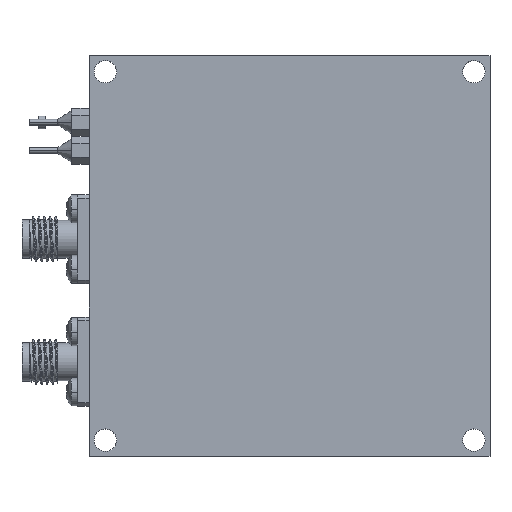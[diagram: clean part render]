
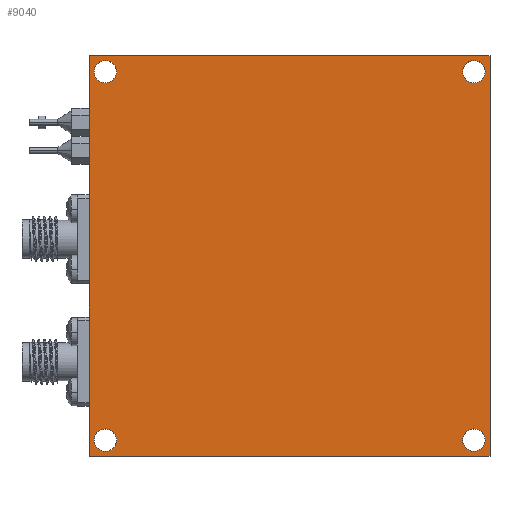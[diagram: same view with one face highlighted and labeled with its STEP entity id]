
A CAD part, top view. The second image highlights one B-rep face of the part: STEP entity #9040.
In plain terms, the highlighted planar face has unit normal (0, 0, 1).
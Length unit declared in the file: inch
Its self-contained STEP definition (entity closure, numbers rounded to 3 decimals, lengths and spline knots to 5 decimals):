
#486 = FACE_BOUND ( 'NONE', #24073, .T. ) ;
#642 = PLANE ( 'NONE',  #2920 ) ;
#820 = AXIS2_PLACEMENT_3D ( 'NONE', #2673, #10481, #2829 ) ;
#880 = EDGE_CURVE ( 'NONE', #3897, #25914, #18892, .T. ) ;
#925 = DIRECTION ( 'NONE',  ( -1., 0., 0. ) ) ;
#1384 = CARTESIAN_POINT ( 'NONE',  ( 0.02756, 2.16142, 0.61811 ) ) ;
#1424 = ORIENTED_EDGE ( 'NONE', *, *, #6434, .T. ) ;
#1436 = CARTESIAN_POINT ( 'NONE',  ( 2.22441, 0.09055, 0.61811 ) ) ;
#1540 = CARTESIAN_POINT ( 'NONE',  ( 2.16142, 2.16142, 0.61811 ) ) ;
#1744 = VERTEX_POINT ( 'NONE', #29631 ) ;
#1787 = VERTEX_POINT ( 'NONE', #14585 ) ;
#1874 = ORIENTED_EDGE ( 'NONE', *, *, #26760, .T. ) ;
#1894 = VECTOR ( 'NONE', #6810, 39.37008 ) ;
#2576 = CARTESIAN_POINT ( 'NONE',  ( 0.09055, 2.16142, 0.61811 ) ) ;
#2673 = CARTESIAN_POINT ( 'NONE',  ( 2.16142, 0.09055, 0.61811 ) ) ;
#2829 = DIRECTION ( 'NONE',  ( -1., 0., 0. ) ) ;
#2920 = AXIS2_PLACEMENT_3D ( 'NONE', #5219, #25266, #30037 ) ;
#3058 = EDGE_LOOP ( 'NONE', ( #10674, #30821 ) ) ;
#3106 = FACE_BOUND ( 'NONE', #3058, .T. ) ;
#3897 = VERTEX_POINT ( 'NONE', #18234 ) ;
#4155 = CIRCLE ( 'NONE', #12484, 0.06299 ) ;
#4852 = ORIENTED_EDGE ( 'NONE', *, *, #25985, .T. ) ;
#5219 = CARTESIAN_POINT ( 'NONE',  ( 0., 0., 0.61811 ) ) ;
#5804 = EDGE_LOOP ( 'NONE', ( #1874, #24373 ) ) ;
#6281 = VERTEX_POINT ( 'NONE', #32190 ) ;
#6434 = EDGE_CURVE ( 'NONE', #25914, #3897, #24768, .T. ) ;
#6672 = DIRECTION ( 'NONE',  ( 0., 0., -1. ) ) ;
#6810 = DIRECTION ( 'NONE',  ( -1., 0., 0. ) ) ;
#6988 = DIRECTION ( 'NONE',  ( -1., 0., 0. ) ) ;
#7894 = ORIENTED_EDGE ( 'NONE', *, *, #23169, .T. ) ;
#8232 = EDGE_CURVE ( 'NONE', #1787, #27615, #16619, .T. ) ;
#8257 = VECTOR ( 'NONE', #9661, 39.37008 ) ;
#8938 = CARTESIAN_POINT ( 'NONE',  ( 2.16142, 0.09055, 0.61811 ) ) ;
#8960 = AXIS2_PLACEMENT_3D ( 'NONE', #10365, #15424, #925 ) ;
#9040 = ADVANCED_FACE ( 'NONE', ( #22837, #20551, #486, #3106, #25431 ), #642, .F. ) ;
#9100 = DIRECTION ( 'NONE',  ( 0., 1., 0. ) ) ;
#9539 = EDGE_CURVE ( 'NONE', #27012, #28484, #12850, .T. ) ;
#9661 = DIRECTION ( 'NONE',  ( 1., 0., 0. ) ) ;
#10027 = CARTESIAN_POINT ( 'NONE',  ( 0., 0., 0.61811 ) ) ;
#10365 = CARTESIAN_POINT ( 'NONE',  ( 0.09055, 0.09055, 0.61811 ) ) ;
#10378 = DIRECTION ( 'NONE',  ( -1., 0., 0. ) ) ;
#10481 = DIRECTION ( 'NONE',  ( 0., 0., -1. ) ) ;
#10619 = CARTESIAN_POINT ( 'NONE',  ( 0., 0., 0.61811 ) ) ;
#10674 = ORIENTED_EDGE ( 'NONE', *, *, #11592, .T. ) ;
#10984 = EDGE_CURVE ( 'NONE', #28484, #27012, #15986, .T. ) ;
#11019 = VERTEX_POINT ( 'NONE', #16896 ) ;
#11315 = LINE ( 'NONE', #24040, #8257 ) ;
#11375 = ORIENTED_EDGE ( 'NONE', *, *, #8232, .T. ) ;
#11592 = EDGE_CURVE ( 'NONE', #1744, #6281, #30108, .T. ) ;
#11633 = DIRECTION ( 'NONE',  ( 0., 0., -1. ) ) ;
#11743 = AXIS2_PLACEMENT_3D ( 'NONE', #20796, #28301, #28627 ) ;
#11826 = EDGE_LOOP ( 'NONE', ( #1424, #24539 ) ) ;
#12484 = AXIS2_PLACEMENT_3D ( 'NONE', #8938, #6672, #6988 ) ;
#12850 = CIRCLE ( 'NONE', #22755, 0.06299 ) ;
#13276 = CARTESIAN_POINT ( 'NONE',  ( 0.02756, 0.09055, 0.61811 ) ) ;
#13809 = CARTESIAN_POINT ( 'NONE',  ( 0., 2.25197, 0.61811 ) ) ;
#14336 = DIRECTION ( 'NONE',  ( 0., 0., -1. ) ) ;
#14585 = CARTESIAN_POINT ( 'NONE',  ( 2.25197, 0., 0.61811 ) ) ;
#15424 = DIRECTION ( 'NONE',  ( 0., 0., -1. ) ) ;
#15801 = ORIENTED_EDGE ( 'NONE', *, *, #9539, .T. ) ;
#15986 = CIRCLE ( 'NONE', #20166, 0.06299 ) ;
#16619 = LINE ( 'NONE', #31492, #17994 ) ;
#16896 = CARTESIAN_POINT ( 'NONE',  ( 2.09843, 0.09055, 0.61811 ) ) ;
#17628 = CARTESIAN_POINT ( 'NONE',  ( 2.25197, 2.25197, 0.61811 ) ) ;
#17994 = VECTOR ( 'NONE', #9100, 39.37008 ) ;
#18056 = ORIENTED_EDGE ( 'NONE', *, *, #18888, .T. ) ;
#18234 = CARTESIAN_POINT ( 'NONE',  ( 0.15354, 0.09055, 0.61811 ) ) ;
#18509 = CIRCLE ( 'NONE', #27367, 0.06299 ) ;
#18888 = EDGE_CURVE ( 'NONE', #23957, #29632, #27011, .T. ) ;
#18892 = CIRCLE ( 'NONE', #8960, 0.06299 ) ;
#19806 = EDGE_CURVE ( 'NONE', #23143, #11019, #22174, .T. ) ;
#19989 = DIRECTION ( 'NONE',  ( 0., 0., -1. ) ) ;
#20098 = CARTESIAN_POINT ( 'NONE',  ( 0., 2.25197, 0.61811 ) ) ;
#20166 = AXIS2_PLACEMENT_3D ( 'NONE', #22444, #19989, #32100 ) ;
#20551 = FACE_BOUND ( 'NONE', #11826, .T. ) ;
#20796 = CARTESIAN_POINT ( 'NONE',  ( 0.09055, 0.09055, 0.61811 ) ) ;
#21694 = EDGE_CURVE ( 'NONE', #6281, #1744, #18509, .T. ) ;
#21713 = CARTESIAN_POINT ( 'NONE',  ( 2.16142, 2.16142, 0.61811 ) ) ;
#22174 = CIRCLE ( 'NONE', #820, 0.06299 ) ;
#22398 = CARTESIAN_POINT ( 'NONE',  ( 0.15354, 2.16142, 0.61811 ) ) ;
#22444 = CARTESIAN_POINT ( 'NONE',  ( 0.09055, 2.16142, 0.61811 ) ) ;
#22755 = AXIS2_PLACEMENT_3D ( 'NONE', #2576, #29996, #10378 ) ;
#22837 = FACE_BOUND ( 'NONE', #5804, .T. ) ;
#23143 = VERTEX_POINT ( 'NONE', #1436 ) ;
#23169 = EDGE_CURVE ( 'NONE', #27615, #23957, #26703, .T. ) ;
#23957 = VERTEX_POINT ( 'NONE', #20098 ) ;
#24040 = CARTESIAN_POINT ( 'NONE',  ( 0., 0., 0.61811 ) ) ;
#24073 = EDGE_LOOP ( 'NONE', ( #15801, #28549 ) ) ;
#24373 = ORIENTED_EDGE ( 'NONE', *, *, #19806, .T. ) ;
#24539 = ORIENTED_EDGE ( 'NONE', *, *, #880, .T. ) ;
#24768 = CIRCLE ( 'NONE', #11743, 0.06299 ) ;
#24977 = EDGE_LOOP ( 'NONE', ( #18056, #4852, #11375, #7894 ) ) ;
#25266 = DIRECTION ( 'NONE',  ( 0., 0., -1. ) ) ;
#25431 = FACE_OUTER_BOUND ( 'NONE', #24977, .T. ) ;
#25914 = VERTEX_POINT ( 'NONE', #13276 ) ;
#25985 = EDGE_CURVE ( 'NONE', #29632, #1787, #11315, .T. ) ;
#26648 = DIRECTION ( 'NONE',  ( -1., 0., 0. ) ) ;
#26703 = LINE ( 'NONE', #13809, #1894 ) ;
#26760 = EDGE_CURVE ( 'NONE', #11019, #23143, #4155, .T. ) ;
#26847 = DIRECTION ( 'NONE',  ( 0., -1., 0. ) ) ;
#27011 = LINE ( 'NONE', #10027, #31972 ) ;
#27012 = VERTEX_POINT ( 'NONE', #1384 ) ;
#27367 = AXIS2_PLACEMENT_3D ( 'NONE', #1540, #11633, #26648 ) ;
#27615 = VERTEX_POINT ( 'NONE', #17628 ) ;
#28301 = DIRECTION ( 'NONE',  ( 0., 0., -1. ) ) ;
#28484 = VERTEX_POINT ( 'NONE', #22398 ) ;
#28549 = ORIENTED_EDGE ( 'NONE', *, *, #10984, .T. ) ;
#28627 = DIRECTION ( 'NONE',  ( -1., 0., 0. ) ) ;
#29631 = CARTESIAN_POINT ( 'NONE',  ( 2.09843, 2.16142, 0.61811 ) ) ;
#29632 = VERTEX_POINT ( 'NONE', #10619 ) ;
#29996 = DIRECTION ( 'NONE',  ( 0., 0., -1. ) ) ;
#30037 = DIRECTION ( 'NONE',  ( 0., -1., 0. ) ) ;
#30108 = CIRCLE ( 'NONE', #30652, 0.06299 ) ;
#30652 = AXIS2_PLACEMENT_3D ( 'NONE', #21713, #14336, #31691 ) ;
#30821 = ORIENTED_EDGE ( 'NONE', *, *, #21694, .T. ) ;
#31492 = CARTESIAN_POINT ( 'NONE',  ( 2.25197, 0., 0.61811 ) ) ;
#31691 = DIRECTION ( 'NONE',  ( -1., 0., 0. ) ) ;
#31972 = VECTOR ( 'NONE', #26847, 39.37008 ) ;
#32100 = DIRECTION ( 'NONE',  ( -1., 0., 0. ) ) ;
#32190 = CARTESIAN_POINT ( 'NONE',  ( 2.22441, 2.16142, 0.61811 ) ) ;
